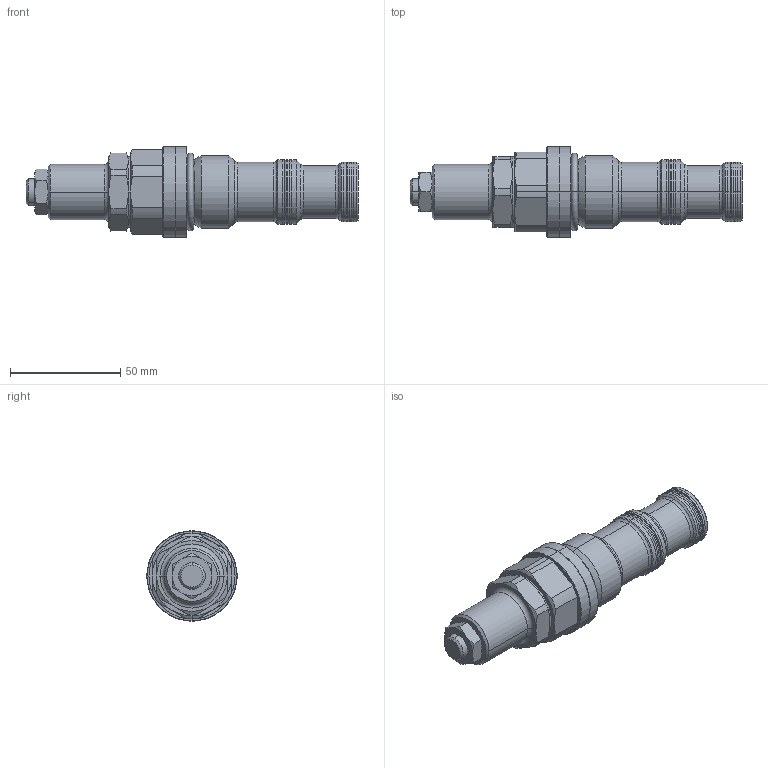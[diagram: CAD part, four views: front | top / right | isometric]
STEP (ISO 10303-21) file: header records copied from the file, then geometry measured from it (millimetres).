
FILE_DESCRIPTION (( 'STEP AP214' ), '1' );
FILE_NAME ('515.033B_Kunde.STEP', '2017-03-15T12:37:18', ( 'User' ), ( '' ), 'SwSTEP 2.0', 'SolidWorks 2016', '' );
FILE_SCHEMA (( 'AUTOMOTIVE_DESIGN' ));
Length unit declared in the file: millimetre
Products named in the file (1): 515.033B_Kunde
Bounding box: 150.4 x 41 x 41 mm (x, y, z)
Volume: 103254 mm3; surface area: 19030.8 mm2
Topology: 4 solids, 4 shells, 195 faces, 414 edges, 238 vertices
Faces by surface type: cylinder 65, cone 51, torus 42, plane 37
Entity records: 6430 total; most frequent: CARTESIAN_POINT 1192, DIRECTION 990, ORIENTED_EDGE 828, AXIS2_PLACEMENT_3D 440, EDGE_CURVE 414, CIRCLE 244, VERTEX_POINT 238, EDGE_LOOP 212
